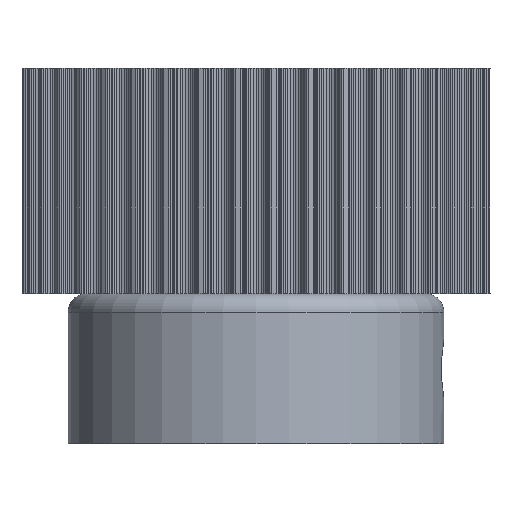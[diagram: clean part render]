
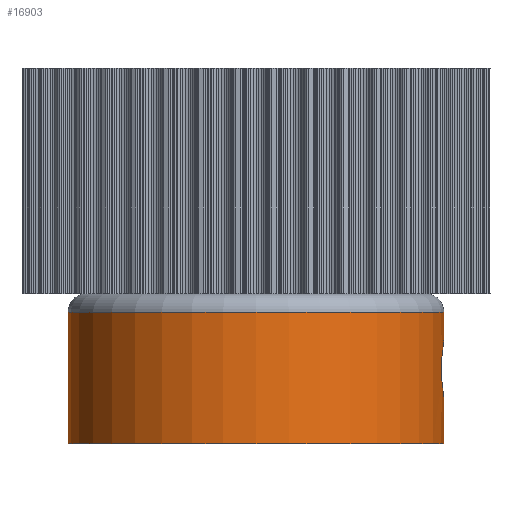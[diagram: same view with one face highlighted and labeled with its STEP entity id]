
A CAD part, front view. The second image highlights one B-rep face of the part: STEP entity #16903.
In plain terms, the highlighted cylindrical face has radius 10 mm (diameter 20 mm), a partial arc.
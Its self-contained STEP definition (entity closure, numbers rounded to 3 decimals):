
#122 = CARTESIAN_POINT ( 'NONE',  ( 9.981, -0.612, 5.478 ) ) ;
#196 = EDGE_CURVE ( 'NONE', #24822, #10440, #22033, .T. ) ;
#256 = VERTEX_POINT ( 'NONE', #24640 ) ;
#290 = CARTESIAN_POINT ( 'NONE',  ( 9.981, -0.612, 5.478 ) ) ;
#434 = EDGE_CURVE ( 'NONE', #256, #9653, #12737, .T. ) ;
#724 = DIRECTION ( 'NONE',  ( 1., 0., 0. ) ) ;
#828 = ORIENTED_EDGE ( 'NONE', *, *, #3993, .T. ) ;
#910 = VECTOR ( 'NONE', #25446, 1000. ) ;
#975 = VERTEX_POINT ( 'NONE', #21388 ) ;
#2026 = DIRECTION ( 'NONE',  ( 0., 0., 1. ) ) ;
#2032 = ORIENTED_EDGE ( 'NONE', *, *, #17673, .F. ) ;
#2491 = CARTESIAN_POINT ( 'NONE',  ( 9.933, -1.191, 4.9 ) ) ;
#2576 = CARTESIAN_POINT ( 'NONE',  ( 0., 0., 2.522 ) ) ;
#3071 = CARTESIAN_POINT ( 'NONE',  ( 9.933, -1.191, 3.1 ) ) ;
#3264 = VERTEX_POINT ( 'NONE', #14892 ) ;
#3450 = EDGE_CURVE ( 'NONE', #13303, #256, #9780, .T. ) ;
#3993 = EDGE_CURVE ( 'NONE', #14032, #11308, #22957, .T. ) ;
#4089 = LINE ( 'NONE', #12580, #11986 ) ;
#4468 = AXIS2_PLACEMENT_3D ( 'NONE', #7880, #16331, #20897 ) ;
#4695 = CARTESIAN_POINT ( 'NONE',  ( 9.89, -1.478, 4.612 ) ) ;
#5229 =( BOUNDED_CURVE ( )  B_SPLINE_CURVE ( 3, ( #290, #6651, #2491, #4695 ),
 .UNSPECIFIED., .F., .F. ) 
 B_SPLINE_CURVE_WITH_KNOTS ( ( 4, 4 ),
 ( 1.632, 1.719 ),
 .UNSPECIFIED. ) 
 CURVE ( )  GEOMETRIC_REPRESENTATION_ITEM ( )  RATIONAL_B_SPLINE_CURVE ( ( 1., 0.999, 0.999, 1. ) ) 
 REPRESENTATION_ITEM ( '' )  );
#5312 = DIRECTION ( 'NONE',  ( 1., 0., 0. ) ) ;
#5796 = CARTESIAN_POINT ( 'NONE',  ( 9.981, -0.612, 2.522 ) ) ;
#6187 = CARTESIAN_POINT ( 'NONE',  ( 10., 0., 0. ) ) ;
#6373 = EDGE_CURVE ( 'NONE', #975, #20953, #4089, .T. ) ;
#6572 = ORIENTED_EDGE ( 'NONE', *, *, #196, .F. ) ;
#6651 = CARTESIAN_POINT ( 'NONE',  ( 9.963, -0.902, 5.188 ) ) ;
#6660 = VECTOR ( 'NONE', #25912, 1000. ) ;
#6790 = ORIENTED_EDGE ( 'NONE', *, *, #3450, .T. ) ;
#7503 = ORIENTED_EDGE ( 'NONE', *, *, #6373, .T. ) ;
#7690 = AXIS2_PLACEMENT_3D ( 'NONE', #13782, #26397, #5312 ) ;
#7880 = CARTESIAN_POINT ( 'NONE',  ( 0., 0., 0. ) ) ;
#8333 = CIRCLE ( 'NONE', #20262, 10. ) ;
#8846 = CYLINDRICAL_SURFACE ( 'NONE', #8914, 10. ) ;
#8914 = AXIS2_PLACEMENT_3D ( 'NONE', #21718, #11203, #19636 ) ;
#9078 = EDGE_CURVE ( 'NONE', #3264, #11308, #8333, .T. ) ;
#9182 = CARTESIAN_POINT ( 'NONE',  ( 10., 0., 2.522 ) ) ;
#9364 = CIRCLE ( 'NONE', #4468, 10. ) ;
#9469 = DIRECTION ( 'NONE',  ( 0., 0., 1. ) ) ;
#9653 = VERTEX_POINT ( 'NONE', #19594 ) ;
#9780 = CIRCLE ( 'NONE', #14200, 10. ) ;
#10123 = CARTESIAN_POINT ( 'NONE',  ( 9.89, -1.478, 3.388 ) ) ;
#10440 = VERTEX_POINT ( 'NONE', #11097 ) ;
#10932 = FACE_OUTER_BOUND ( 'NONE', #17494, .T. ) ;
#11097 = CARTESIAN_POINT ( 'NONE',  ( -10., 0., 7. ) ) ;
#11203 = DIRECTION ( 'NONE',  ( 0., 0., 1. ) ) ;
#11308 = VERTEX_POINT ( 'NONE', #9182 ) ;
#11986 = VECTOR ( 'NONE', #2026, 1000. ) ;
#11987 = EDGE_CURVE ( 'NONE', #24822, #14032, #9364, .T. ) ;
#12580 = CARTESIAN_POINT ( 'NONE',  ( 9.89, -1.478, 0. ) ) ;
#12737 = LINE ( 'NONE', #6187, #22163 ) ;
#13303 = VERTEX_POINT ( 'NONE', #122 ) ;
#13782 = CARTESIAN_POINT ( 'NONE',  ( 0., 0., 7. ) ) ;
#13798 =( BOUNDED_CURVE ( )  B_SPLINE_CURVE ( 3, ( #10123, #3071, #16486, #5796 ),
 .UNSPECIFIED., .F., .F. ) 
 B_SPLINE_CURVE_WITH_KNOTS ( ( 4, 4 ),
 ( 1.422, 1.51 ),
 .UNSPECIFIED. ) 
 CURVE ( )  GEOMETRIC_REPRESENTATION_ITEM ( )  RATIONAL_B_SPLINE_CURVE ( ( 1., 0.999, 0.999, 1. ) ) 
 REPRESENTATION_ITEM ( '' )  );
#14032 = VERTEX_POINT ( 'NONE', #16410 ) ;
#14200 = AXIS2_PLACEMENT_3D ( 'NONE', #17910, #9469, #724 ) ;
#14293 = ORIENTED_EDGE ( 'NONE', *, *, #9078, .F. ) ;
#14892 = CARTESIAN_POINT ( 'NONE',  ( 9.981, -0.612, 2.522 ) ) ;
#14935 = DIRECTION ( 'NONE',  ( 0., 0., 1. ) ) ;
#15389 = CARTESIAN_POINT ( 'NONE',  ( -10., 0., 0. ) ) ;
#15476 = DIRECTION ( 'NONE',  ( 1., 0., 0. ) ) ;
#15699 = ORIENTED_EDGE ( 'NONE', *, *, #11987, .T. ) ;
#16331 = DIRECTION ( 'NONE',  ( 0., 0., 1. ) ) ;
#16410 = CARTESIAN_POINT ( 'NONE',  ( 10., 0., 0. ) ) ;
#16486 = CARTESIAN_POINT ( 'NONE',  ( 9.963, -0.902, 2.812 ) ) ;
#16903 = ADVANCED_FACE ( 'NONE', ( #10932 ), #8846, .T. ) ;
#16955 = ORIENTED_EDGE ( 'NONE', *, *, #434, .T. ) ;
#16997 = CARTESIAN_POINT ( 'NONE',  ( 10., 0., 0. ) ) ;
#17425 = CIRCLE ( 'NONE', #7690, 10. ) ;
#17448 = ORIENTED_EDGE ( 'NONE', *, *, #21783, .F. ) ;
#17494 = EDGE_LOOP ( 'NONE', ( #6572, #15699, #828, #14293, #24528, #7503, #2032, #6790, #16955, #17448 ) ) ;
#17673 = EDGE_CURVE ( 'NONE', #13303, #20953, #5229, .T. ) ;
#17910 = CARTESIAN_POINT ( 'NONE',  ( 0., 0., 5.478 ) ) ;
#19594 = CARTESIAN_POINT ( 'NONE',  ( 10., 0., 7. ) ) ;
#19636 = DIRECTION ( 'NONE',  ( 1., 0., 0. ) ) ;
#20262 = AXIS2_PLACEMENT_3D ( 'NONE', #2576, #14935, #15476 ) ;
#20755 = DIRECTION ( 'NONE',  ( 0., 0., 1. ) ) ;
#20897 = DIRECTION ( 'NONE',  ( 1., 0., 0. ) ) ;
#20953 = VERTEX_POINT ( 'NONE', #22583 ) ;
#21388 = CARTESIAN_POINT ( 'NONE',  ( 9.89, -1.478, 3.388 ) ) ;
#21718 = CARTESIAN_POINT ( 'NONE',  ( 0., 0., 0. ) ) ;
#21783 = EDGE_CURVE ( 'NONE', #10440, #9653, #17425, .T. ) ;
#22033 = LINE ( 'NONE', #15389, #6660 ) ;
#22163 = VECTOR ( 'NONE', #20755, 1000. ) ;
#22245 = EDGE_CURVE ( 'NONE', #975, #3264, #13798, .T. ) ;
#22583 = CARTESIAN_POINT ( 'NONE',  ( 9.89, -1.478, 4.612 ) ) ;
#22957 = LINE ( 'NONE', #16997, #910 ) ;
#23525 = CARTESIAN_POINT ( 'NONE',  ( -10., 0., 0. ) ) ;
#24528 = ORIENTED_EDGE ( 'NONE', *, *, #22245, .F. ) ;
#24640 = CARTESIAN_POINT ( 'NONE',  ( 10., 0., 5.478 ) ) ;
#24822 = VERTEX_POINT ( 'NONE', #23525 ) ;
#25446 = DIRECTION ( 'NONE',  ( 0., 0., 1. ) ) ;
#25912 = DIRECTION ( 'NONE',  ( 0., 0., 1. ) ) ;
#26397 = DIRECTION ( 'NONE',  ( 0., 0., 1. ) ) ;
